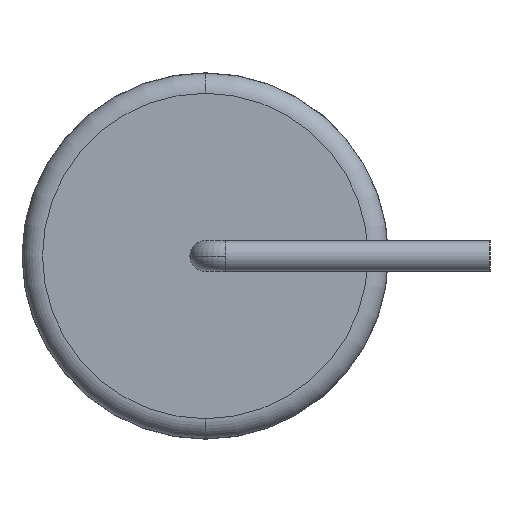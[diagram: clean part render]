
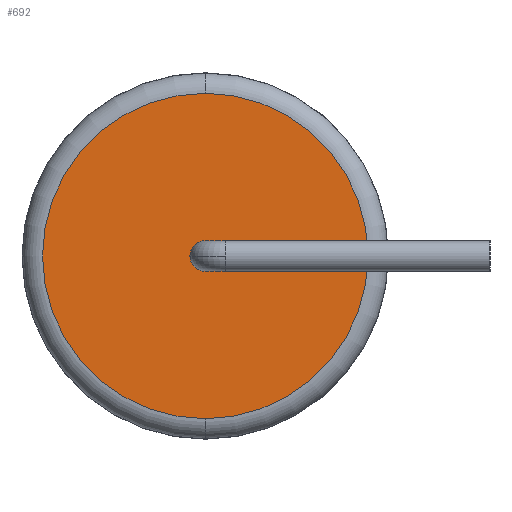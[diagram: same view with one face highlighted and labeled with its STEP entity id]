
A CAD part, left-side view. The second image highlights one B-rep face of the part: STEP entity #692.
In plain terms, the highlighted planar face has unit normal (-1, 0, 0).
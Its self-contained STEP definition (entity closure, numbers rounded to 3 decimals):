
#6 = CARTESIAN_POINT ( 'NONE',  ( -9., 5., 0. ) ) ;
#30 = DIRECTION ( 'NONE',  ( 0., 0., -1. ) ) ;
#33 = EDGE_CURVE ( 'NONE', #266, #183, #172, .T. ) ;
#115 = CARTESIAN_POINT ( 'NONE',  ( -9., 5., 0. ) ) ;
#117 = DIRECTION ( 'NONE',  ( 0., 0., -1. ) ) ;
#126 = DIRECTION ( 'NONE',  ( -1., 0., 0. ) ) ;
#129 = CIRCLE ( 'NONE', #171, 4. ) ;
#171 = AXIS2_PLACEMENT_3D ( 'NONE', #290, #652, #203 ) ;
#172 = CIRCLE ( 'NONE', #777, 0.375 ) ;
#183 = VERTEX_POINT ( 'NONE', #985 ) ;
#192 = DIRECTION ( 'NONE',  ( 0., 0., -1. ) ) ;
#203 = DIRECTION ( 'NONE',  ( 0., 0., 1. ) ) ;
#205 = ORIENTED_EDGE ( 'NONE', *, *, #1104, .F. ) ;
#222 = DIRECTION ( 'NONE',  ( -1., 0., 0. ) ) ;
#226 = EDGE_LOOP ( 'NONE', ( #751, #909 ) ) ;
#262 = CARTESIAN_POINT ( 'NONE',  ( -9., 5., 4. ) ) ;
#266 = VERTEX_POINT ( 'NONE', #267 ) ;
#267 = CARTESIAN_POINT ( 'NONE',  ( -9., 5., 0.375 ) ) ;
#276 = EDGE_LOOP ( 'NONE', ( #479, #205 ) ) ;
#279 = VERTEX_POINT ( 'NONE', #262 ) ;
#290 = CARTESIAN_POINT ( 'NONE',  ( -9., 5., 0. ) ) ;
#325 = CARTESIAN_POINT ( 'NONE',  ( -9., 5., 0. ) ) ;
#383 = DIRECTION ( 'NONE',  ( -1., 0., 0. ) ) ;
#432 = AXIS2_PLACEMENT_3D ( 'NONE', #115, #126, #117 ) ;
#478 = DIRECTION ( 'NONE',  ( 0., 0., 1. ) ) ;
#479 = ORIENTED_EDGE ( 'NONE', *, *, #33, .F. ) ;
#522 = VERTEX_POINT ( 'NONE', #1056 ) ;
#555 = PLANE ( 'NONE',  #746 ) ;
#652 = DIRECTION ( 'NONE',  ( -1., 0., 0. ) ) ;
#653 = DIRECTION ( 'NONE',  ( 1., 0., 0. ) ) ;
#692 = ADVANCED_FACE ( 'NONE', ( #898, #932 ), #555, .F. ) ;
#746 = AXIS2_PLACEMENT_3D ( 'NONE', #926, #653, #192 ) ;
#751 = ORIENTED_EDGE ( 'NONE', *, *, #946, .T. ) ;
#777 = AXIS2_PLACEMENT_3D ( 'NONE', #325, #222, #30 ) ;
#862 = CIRCLE ( 'NONE', #1151, 4. ) ;
#898 = FACE_BOUND ( 'NONE', #276, .T. ) ;
#909 = ORIENTED_EDGE ( 'NONE', *, *, #1013, .T. ) ;
#926 = CARTESIAN_POINT ( 'NONE',  ( -9., 5., 0. ) ) ;
#932 = FACE_OUTER_BOUND ( 'NONE', #226, .T. ) ;
#946 = EDGE_CURVE ( 'NONE', #279, #522, #129, .T. ) ;
#985 = CARTESIAN_POINT ( 'NONE',  ( -9., 5., -0.375 ) ) ;
#1013 = EDGE_CURVE ( 'NONE', #522, #279, #862, .T. ) ;
#1056 = CARTESIAN_POINT ( 'NONE',  ( -9., 5., -4. ) ) ;
#1104 = EDGE_CURVE ( 'NONE', #183, #266, #1123, .T. ) ;
#1123 = CIRCLE ( 'NONE', #432, 0.375 ) ;
#1151 = AXIS2_PLACEMENT_3D ( 'NONE', #6, #383, #478 ) ;
